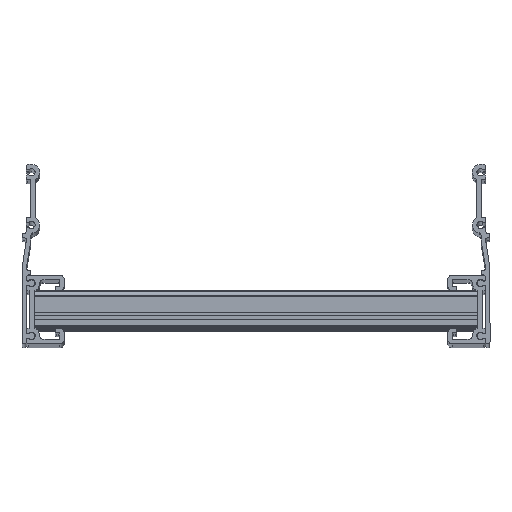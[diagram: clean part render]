
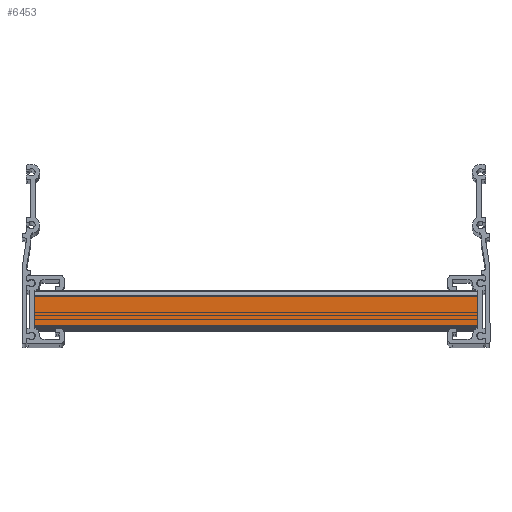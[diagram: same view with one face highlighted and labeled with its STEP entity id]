
A CAD part, top view. The second image highlights one B-rep face of the part: STEP entity #6453.
In plain terms, the highlighted face is planar.
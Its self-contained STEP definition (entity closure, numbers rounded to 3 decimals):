
#112 = VECTOR ( 'NONE', #1188, 1000. ) ;
#189 = VERTEX_POINT ( 'NONE', #6712 ) ;
#260 = VECTOR ( 'NONE', #4186, 1000. ) ;
#618 = EDGE_CURVE ( 'NONE', #1860, #5204, #7748, .T. ) ;
#1110 = LINE ( 'NONE', #3682, #112 ) ;
#1188 = DIRECTION ( 'NONE',  ( 0., 0., -1. ) ) ;
#1400 = EDGE_CURVE ( 'NONE', #189, #1860, #1110, .T. ) ;
#1616 = VERTEX_POINT ( 'NONE', #1885 ) ;
#1656 = ORIENTED_EDGE ( 'NONE', *, *, #618, .F. ) ;
#1853 = EDGE_LOOP ( 'NONE', ( #4001, #1656, #3546, #7651 ) ) ;
#1860 = VERTEX_POINT ( 'NONE', #3907 ) ;
#1885 = CARTESIAN_POINT ( 'NONE',  ( 15.5, 0., -1. ) ) ;
#2123 = DIRECTION ( 'NONE',  ( 0., -1., 0. ) ) ;
#2328 = FACE_OUTER_BOUND ( 'NONE', #1853, .T. ) ;
#2571 = AXIS2_PLACEMENT_3D ( 'NONE', #3709, #7449, #8202 ) ;
#2735 = EDGE_CURVE ( 'NONE', #189, #1616, #6235, .T. ) ;
#3041 = CARTESIAN_POINT ( 'NONE',  ( 15.5, 0., -15. ) ) ;
#3145 = EDGE_CURVE ( 'NONE', #1616, #5204, #5377, .T. ) ;
#3546 = ORIENTED_EDGE ( 'NONE', *, *, #1400, .F. ) ;
#3682 = CARTESIAN_POINT ( 'NONE',  ( 15.5, 200., -1. ) ) ;
#3709 = CARTESIAN_POINT ( 'NONE',  ( 15.5, 200., -1. ) ) ;
#3907 = CARTESIAN_POINT ( 'NONE',  ( 15.5, 200., -15. ) ) ;
#4001 = ORIENTED_EDGE ( 'NONE', *, *, #3145, .T. ) ;
#4186 = DIRECTION ( 'NONE',  ( 0., -1., 0. ) ) ;
#4796 = DIRECTION ( 'NONE',  ( 0., 0., -1. ) ) ;
#5204 = VERTEX_POINT ( 'NONE', #3041 ) ;
#5377 = LINE ( 'NONE', #5418, #6568 ) ;
#5418 = CARTESIAN_POINT ( 'NONE',  ( 15.5, 0., -1. ) ) ;
#6121 = CARTESIAN_POINT ( 'NONE',  ( 15.5, 200., -1. ) ) ;
#6235 = LINE ( 'NONE', #6121, #260 ) ;
#6254 = VECTOR ( 'NONE', #2123, 1000. ) ;
#6453 = ADVANCED_FACE ( 'NONE', ( #2328 ), #6853, .F. ) ;
#6568 = VECTOR ( 'NONE', #4796, 1000. ) ;
#6712 = CARTESIAN_POINT ( 'NONE',  ( 15.5, 200., -1. ) ) ;
#6853 = PLANE ( 'NONE',  #2571 ) ;
#7449 = DIRECTION ( 'NONE',  ( -1., 0., 0. ) ) ;
#7651 = ORIENTED_EDGE ( 'NONE', *, *, #2735, .T. ) ;
#7748 = LINE ( 'NONE', #7880, #6254 ) ;
#7880 = CARTESIAN_POINT ( 'NONE',  ( 15.5, 200., -15. ) ) ;
#8202 = DIRECTION ( 'NONE',  ( 0., 0., 1. ) ) ;
